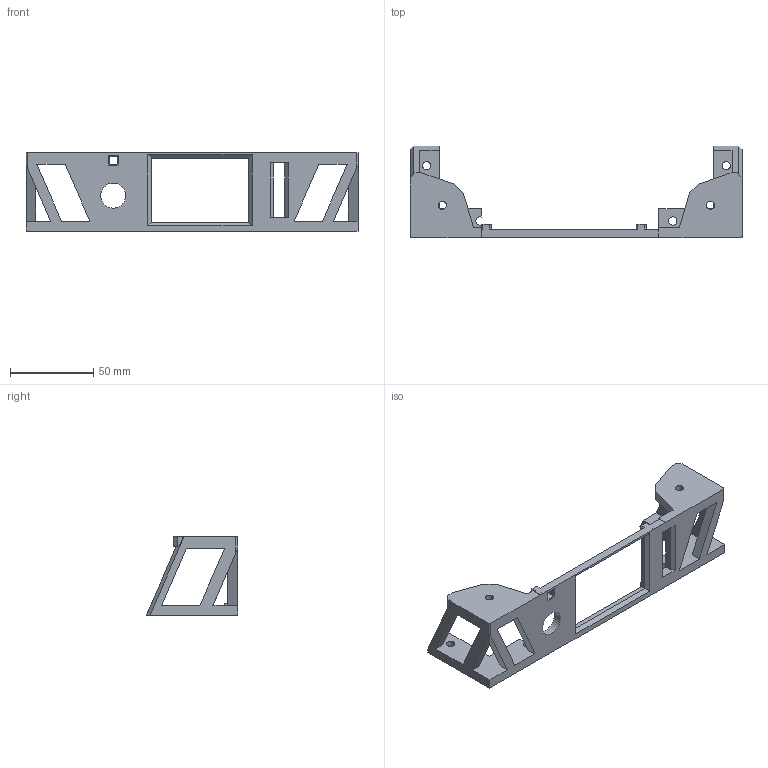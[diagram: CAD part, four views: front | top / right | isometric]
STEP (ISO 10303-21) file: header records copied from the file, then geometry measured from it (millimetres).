
FILE_DESCRIPTION(/* description */ (''),/* implementation_level */ '2;1');
FILE_NAME(/* name */ 'Foot_Mount Front.step',/* time_stamp */ '2022-12-03T09:28:49+08:00',/* author */ (''),/* organization */ (''),/* preprocessor_version */ 'ST-DEVELOPER v19.2',/* originating_system */ 'Autodesk Translation Framework v11.17.0.187',/* authorisation */ '');
FILE_SCHEMA (('AUTOMOTIVE_DESIGN { 1 0 10303 214 3 1 1 }'));
Length unit declared in the file: millimetre
Products named in the file (1): Foot_Mount (1) (1) (1)
Bounding box: 199.33 x 54.83 x 47.21 mm (x, y, z)
Volume: 57969.8 mm3; surface area: 30063.3 mm2
Topology: 1 solids, 1 shells, 102 faces, 301 edges, 198 vertices
Faces by surface type: plane 87, cylinder 15
Full cylindrical faces by diameter (mm): 3.2 x4, 4.9 x2, 5 x3, 5.8 x2, 15 x1
Entity records: 3444 total; most frequent: ORIENTED_EDGE 602, CARTESIAN_POINT 602, DIRECTION 537, EDGE_CURVE 301, LINE 271, VECTOR 271, VERTEX_POINT 198, AXIS2_PLACEMENT_3D 133
